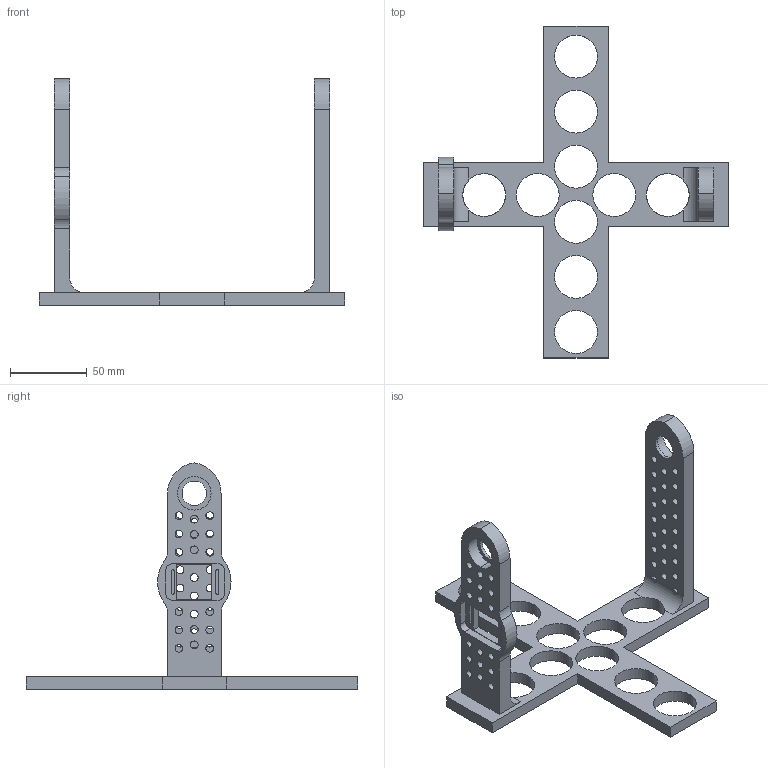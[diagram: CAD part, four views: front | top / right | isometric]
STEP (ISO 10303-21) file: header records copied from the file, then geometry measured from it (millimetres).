
FILE_DESCRIPTION (( 'STEP AP203' ), '1' );
FILE_NAME ('support_Défaut_sldprt.STEP', '2024-02-29T09:19:56', ( '' ), ( '' ), 'SwSTEP 2.0', 'SolidWorks 2023', '' );
FILE_SCHEMA (( 'CONFIG_CONTROL_DESIGN' ));
Length unit declared in the file: millimetre
Products named in the file (1): support_Défaut_sldprt
Bounding box: 200 x 217 x 147.84 mm (x, y, z)
Volume: 152805.3 mm3; surface area: 63450.7 mm2
Topology: 1 solids, 1 shells, 179 faces, 520 edges, 344 vertices
Faces by surface type: cylinder 138, plane 41
Entity records: 6407 total; most frequent: DIRECTION 1152, CARTESIAN_POINT 1100, ORIENTED_EDGE 1040, EDGE_CURVE 520, AXIS2_PLACEMENT_3D 456, VERTEX_POINT 344, EDGE_LOOP 298, CIRCLE 276
